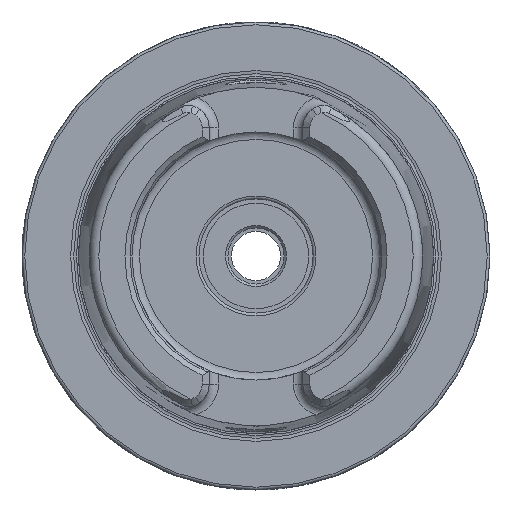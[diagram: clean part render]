
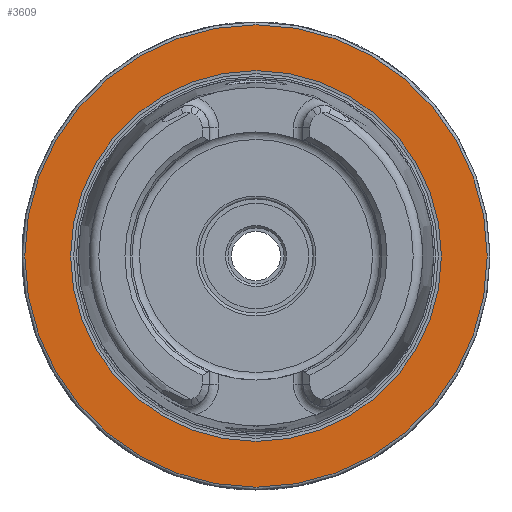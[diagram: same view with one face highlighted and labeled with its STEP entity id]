
A CAD part, left-side view. The second image highlights one B-rep face of the part: STEP entity #3609.
In plain terms, the highlighted planar face has unit normal (-1, 0, 0).
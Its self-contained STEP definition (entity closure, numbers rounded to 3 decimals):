
#209=FACE_BOUND('',#1085,.T.);
#692=PLANE('',#4026);
#860=FACE_OUTER_BOUND('',#1084,.T.);
#1084=EDGE_LOOP('',(#2993));
#1085=EDGE_LOOP('',(#2994));
#1236=CIRCLE('',#3809,49.4);
#1259=CIRCLE('',#3842,39.607);
#1507=VERTEX_POINT('',#6490);
#1527=VERTEX_POINT('',#6549);
#1901=EDGE_CURVE('',#1507,#1507,#1236,.T.);
#1930=EDGE_CURVE('',#1527,#1527,#1259,.T.);
#2993=ORIENTED_EDGE('',*,*,#1901,.T.);
#2994=ORIENTED_EDGE('',*,*,#1930,.T.);
#3609=ADVANCED_FACE('',(#860,#209),#692,.F.);
#3809=AXIS2_PLACEMENT_3D('',#6492,#4354,#4355);
#3842=AXIS2_PLACEMENT_3D('',#6551,#4426,#4427);
#4026=AXIS2_PLACEMENT_3D('',#9574,#4884,#4885);
#4354=DIRECTION('center_axis',(-1.,0.,0.));
#4355=DIRECTION('ref_axis',(0.,0.,-1.));
#4426=DIRECTION('center_axis',(1.,0.,0.));
#4427=DIRECTION('ref_axis',(0.,0.,-1.));
#4884=DIRECTION('center_axis',(1.,0.,0.));
#4885=DIRECTION('ref_axis',(0.,0.,-1.));
#6490=CARTESIAN_POINT('',(-20.,0.,49.4));
#6492=CARTESIAN_POINT('Origin',(-20.,0.,0.));
#6549=CARTESIAN_POINT('',(-20.,0.,-39.607));
#6551=CARTESIAN_POINT('Origin',(-20.,0.,0.));
#9574=CARTESIAN_POINT('Origin',(-20.,50.,0.));
